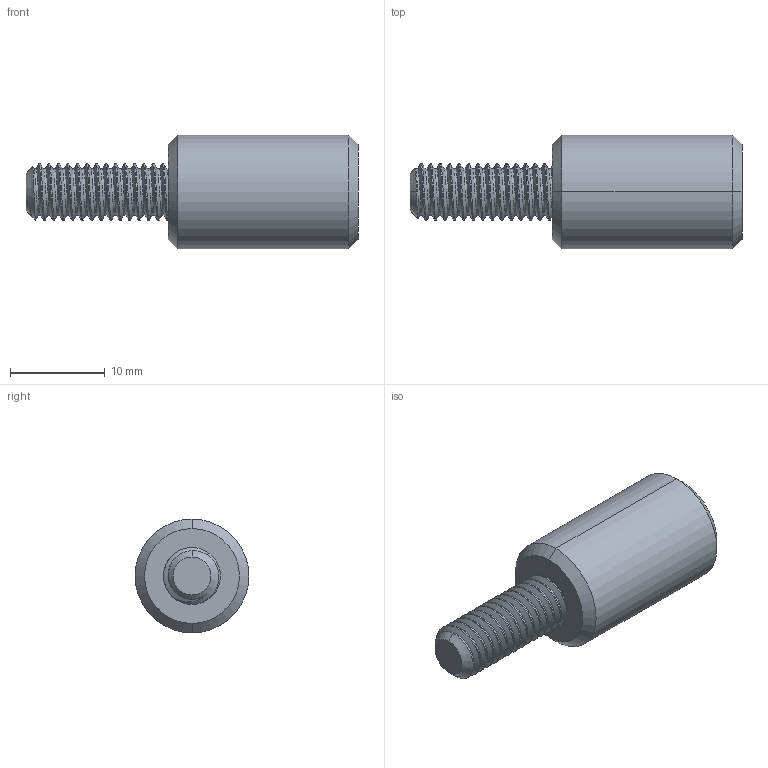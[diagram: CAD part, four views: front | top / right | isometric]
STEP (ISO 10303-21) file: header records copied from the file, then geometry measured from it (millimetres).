
FILE_DESCRIPTION (( 'STEP AP214' ), '1' );
FILE_NAME ('pin.STEP', '2025-01-18T10:57:55', ( '' ), ( '' ), 'SwSTEP 2.0', 'SolidWorks 2024', '' );
FILE_SCHEMA (( 'AUTOMOTIVE_DESIGN' ));
Length unit declared in the file: millimetre
Products named in the file (1): pin
Bounding box: 35 x 12 x 12 mm (x, y, z)
Volume: 2566.5 mm3; surface area: 1333.1 mm2
Topology: 1 solids, 1 shells, 44 faces, 117 edges, 76 vertices
Faces by surface type: cylinder 31, cone 7, plane 3, bspline 3
Entity records: 3747 total; most frequent: CARTESIAN_POINT 2824, ORIENTED_EDGE 234, DIRECTION 145, EDGE_CURVE 117, VERTEX_POINT 76, AXIS2_PLACEMENT_3D 54, EDGE_LOOP 45, ADVANCED_FACE 44
